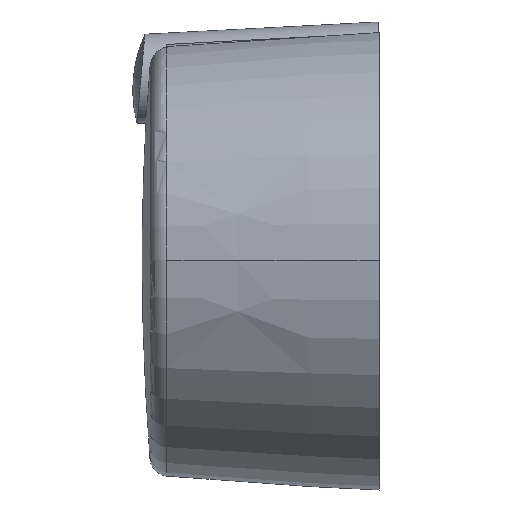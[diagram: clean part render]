
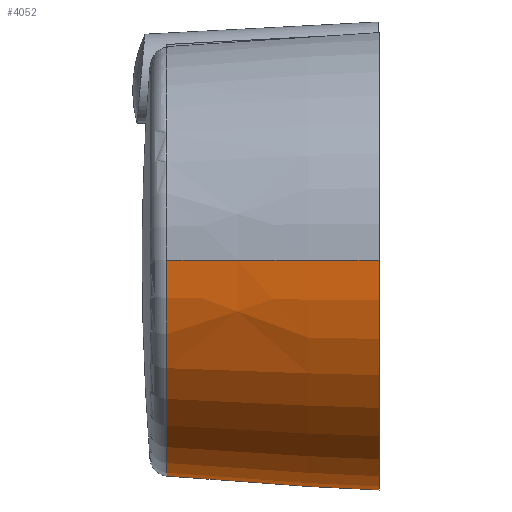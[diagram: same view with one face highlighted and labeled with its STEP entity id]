
A CAD part, left-side view. The second image highlights one B-rep face of the part: STEP entity #4052.
In plain terms, the highlighted face is a revolution surface.
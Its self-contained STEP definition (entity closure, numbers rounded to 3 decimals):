
#301 = PLANE('',#302);
#302 = AXIS2_PLACEMENT_3D('',#303,#304,#305);
#303 = CARTESIAN_POINT('',(15.5,-8.,0.));
#304 = DIRECTION('',(-0.,1.,0.));
#305 = DIRECTION('',(0.,0.,1.));
#3826 = SURFACE_OF_REVOLUTION('',#3827,#3833);
#3827 = B_SPLINE_CURVE_WITH_KNOTS('',4,(#3828,#3829,#3830,#3831,#3832),
  .UNSPECIFIED.,.F.,.F.,(5,5),(3.052,3.1),
  .PIECEWISE_BEZIER_KNOTS.);
#3828 = CARTESIAN_POINT('',(0.,6.336,-14.558));
#3829 = CARTESIAN_POINT('',(0.,2.758,-14.879));
#3830 = CARTESIAN_POINT('',(0.,-0.825,-15.143));
#3831 = CARTESIAN_POINT('',(0.,-4.411,-15.35));
#3832 = CARTESIAN_POINT('',(0.,-8.,-15.5));
#3833 = AXIS1_PLACEMENT('',#3834,#3835);
#3834 = CARTESIAN_POINT('',(0.,-20.5,0.));
#3835 = DIRECTION('',(-0.,1.,-0.));
#3969 = VERTEX_POINT('',#3970);
#3970 = CARTESIAN_POINT('',(0.,6.336,
    14.558));
#3985 = TOROIDAL_SURFACE('',#3986,13.313,1.25);
#3986 = AXIS2_PLACEMENT_3D('',#3987,#3988,#3989);
#3987 = CARTESIAN_POINT('',(0.,6.224,0.));
#3988 = DIRECTION('',(0.,-1.,-0.));
#3989 = DIRECTION('',(1.,0.,0.));
#3997 = EDGE_CURVE('',#3998,#3969,#4000,.T.);
#3998 = VERTEX_POINT('',#3999);
#3999 = CARTESIAN_POINT('',(0.,-8.,15.5));
#4000 = SURFACE_CURVE('',#4001,(#4006,#4013),.PCURVE_S1.);
#4001 = CIRCLE('',#4002,300.);
#4002 = AXIS2_PLACEMENT_3D('',#4003,#4004,#4005);
#4003 = CARTESIAN_POINT('',(0.,-20.5,-284.239));
#4004 = DIRECTION('',(-1.,0.,0.));
#4005 = DIRECTION('',(0.,0.,1.));
#4006 = PCURVE('',#3826,#4007);
#4007 = DEFINITIONAL_REPRESENTATION('',(#4008),#4012);
#4008 = LINE('',#4009,#4010);
#4009 = CARTESIAN_POINT('',(3.142,3.142));
#4010 = VECTOR('',#4011,1.);
#4011 = DIRECTION('',(0.,-1.));
#4012 = ( GEOMETRIC_REPRESENTATION_CONTEXT(2) 
PARAMETRIC_REPRESENTATION_CONTEXT() REPRESENTATION_CONTEXT('2D SPACE',''
  ) );
#4013 = PCURVE('',#4014,#4024);
#4014 = SURFACE_OF_REVOLUTION('',#4015,#4021);
#4015 = B_SPLINE_CURVE_WITH_KNOTS('',4,(#4016,#4017,#4018,#4019,#4020),
  .UNSPECIFIED.,.F.,.F.,(5,5),(3.052,3.1),
  .PIECEWISE_BEZIER_KNOTS.);
#4016 = CARTESIAN_POINT('',(0.,6.336,-14.558));
#4017 = CARTESIAN_POINT('',(0.,2.758,-14.879));
#4018 = CARTESIAN_POINT('',(0.,-0.825,-15.143));
#4019 = CARTESIAN_POINT('',(0.,-4.411,-15.35));
#4020 = CARTESIAN_POINT('',(0.,-8.,-15.5));
#4021 = AXIS1_PLACEMENT('',#4022,#4023);
#4022 = CARTESIAN_POINT('',(0.,-20.5,0.));
#4023 = DIRECTION('',(-0.,1.,-0.));
#4024 = DEFINITIONAL_REPRESENTATION('',(#4025),#4029);
#4025 = LINE('',#4026,#4027);
#4026 = CARTESIAN_POINT('',(3.142,3.142));
#4027 = VECTOR('',#4028,1.);
#4028 = DIRECTION('',(0.,-1.));
#4029 = ( GEOMETRIC_REPRESENTATION_CONTEXT(2) 
PARAMETRIC_REPRESENTATION_CONTEXT() REPRESENTATION_CONTEXT('2D SPACE',''
  ) );
#4052 = ADVANCED_FACE('',(#4053),#4014,.F.);
#4053 = FACE_BOUND('',#4054,.F.);
#4054 = EDGE_LOOP('',(#4055,#4056,#4080,#4109,#4143));
#4055 = ORIENTED_EDGE('',*,*,#3997,.T.);
#4056 = ORIENTED_EDGE('',*,*,#4057,.F.);
#4057 = EDGE_CURVE('',#4058,#3969,#4060,.T.);
#4058 = VERTEX_POINT('',#4059);
#4059 = CARTESIAN_POINT('',(14.558,6.336,0.));
#4060 = SURFACE_CURVE('',#4061,(#4066,#4073),.PCURVE_S1.);
#4061 = CIRCLE('',#4062,14.558);
#4062 = AXIS2_PLACEMENT_3D('',#4063,#4064,#4065);
#4063 = CARTESIAN_POINT('',(0.,6.336,0.));
#4064 = DIRECTION('',(0.,-1.,-0.));
#4065 = DIRECTION('',(1.,0.,0.));
#4066 = PCURVE('',#4014,#4067);
#4067 = DEFINITIONAL_REPRESENTATION('',(#4068),#4072);
#4068 = LINE('',#4069,#4070);
#4069 = CARTESIAN_POINT('',(4.712,3.052));
#4070 = VECTOR('',#4071,1.);
#4071 = DIRECTION('',(-1.,0.));
#4072 = ( GEOMETRIC_REPRESENTATION_CONTEXT(2) 
PARAMETRIC_REPRESENTATION_CONTEXT() REPRESENTATION_CONTEXT('2D SPACE',''
  ) );
#4073 = PCURVE('',#3985,#4074);
#4074 = DEFINITIONAL_REPRESENTATION('',(#4075),#4079);
#4075 = LINE('',#4076,#4077);
#4076 = CARTESIAN_POINT('',(0.,6.194));
#4077 = VECTOR('',#4078,1.);
#4078 = DIRECTION('',(1.,0.));
#4079 = ( GEOMETRIC_REPRESENTATION_CONTEXT(2) 
PARAMETRIC_REPRESENTATION_CONTEXT() REPRESENTATION_CONTEXT('2D SPACE',''
  ) );
#4080 = ORIENTED_EDGE('',*,*,#4081,.F.);
#4081 = EDGE_CURVE('',#4082,#4058,#4084,.T.);
#4082 = VERTEX_POINT('',#4083);
#4083 = CARTESIAN_POINT('',(0.,6.336,
    -14.558));
#4084 = SURFACE_CURVE('',#4085,(#4090,#4097),.PCURVE_S1.);
#4085 = CIRCLE('',#4086,14.558);
#4086 = AXIS2_PLACEMENT_3D('',#4087,#4088,#4089);
#4087 = CARTESIAN_POINT('',(0.,6.336,0.));
#4088 = DIRECTION('',(0.,-1.,-0.));
#4089 = DIRECTION('',(1.,0.,0.));
#4090 = PCURVE('',#4014,#4091);
#4091 = DEFINITIONAL_REPRESENTATION('',(#4092),#4096);
#4092 = LINE('',#4093,#4094);
#4093 = CARTESIAN_POINT('',(10.996,3.052));
#4094 = VECTOR('',#4095,1.);
#4095 = DIRECTION('',(-1.,0.));
#4096 = ( GEOMETRIC_REPRESENTATION_CONTEXT(2) 
PARAMETRIC_REPRESENTATION_CONTEXT() REPRESENTATION_CONTEXT('2D SPACE',''
  ) );
#4097 = PCURVE('',#4098,#4103);
#4098 = TOROIDAL_SURFACE('',#4099,13.313,1.25);
#4099 = AXIS2_PLACEMENT_3D('',#4100,#4101,#4102);
#4100 = CARTESIAN_POINT('',(0.,6.224,0.));
#4101 = DIRECTION('',(0.,-1.,-0.));
#4102 = DIRECTION('',(1.,0.,0.));
#4103 = DEFINITIONAL_REPRESENTATION('',(#4104),#4108);
#4104 = LINE('',#4105,#4106);
#4105 = CARTESIAN_POINT('',(0.,6.194));
#4106 = VECTOR('',#4107,1.);
#4107 = DIRECTION('',(1.,0.));
#4108 = ( GEOMETRIC_REPRESENTATION_CONTEXT(2) 
PARAMETRIC_REPRESENTATION_CONTEXT() REPRESENTATION_CONTEXT('2D SPACE',''
  ) );
#4109 = ORIENTED_EDGE('',*,*,#4110,.F.);
#4110 = EDGE_CURVE('',#4111,#4082,#4113,.T.);
#4111 = VERTEX_POINT('',#4112);
#4112 = CARTESIAN_POINT('',(0.,-8.,-15.5));
#4113 = SURFACE_CURVE('',#4114,(#4119,#4126),.PCURVE_S1.);
#4114 = CIRCLE('',#4115,300.);
#4115 = AXIS2_PLACEMENT_3D('',#4116,#4117,#4118);
#4116 = CARTESIAN_POINT('',(0.,-20.5,284.239));
#4117 = DIRECTION('',(1.,0.,0.));
#4118 = DIRECTION('',(0.,0.,-1.));
#4119 = PCURVE('',#4014,#4120);
#4120 = DEFINITIONAL_REPRESENTATION('',(#4121),#4125);
#4121 = LINE('',#4122,#4123);
#4122 = CARTESIAN_POINT('',(6.283,3.142));
#4123 = VECTOR('',#4124,1.);
#4124 = DIRECTION('',(0.,-1.));
#4125 = ( GEOMETRIC_REPRESENTATION_CONTEXT(2) 
PARAMETRIC_REPRESENTATION_CONTEXT() REPRESENTATION_CONTEXT('2D SPACE',''
  ) );
#4126 = PCURVE('',#4127,#4137);
#4127 = SURFACE_OF_REVOLUTION('',#4128,#4134);
#4128 = B_SPLINE_CURVE_WITH_KNOTS('',4,(#4129,#4130,#4131,#4132,#4133),
  .UNSPECIFIED.,.F.,.F.,(5,5),(3.052,3.1),
  .PIECEWISE_BEZIER_KNOTS.);
#4129 = CARTESIAN_POINT('',(0.,6.336,-14.558));
#4130 = CARTESIAN_POINT('',(0.,2.758,-14.879));
#4131 = CARTESIAN_POINT('',(0.,-0.825,-15.143));
#4132 = CARTESIAN_POINT('',(0.,-4.411,-15.35));
#4133 = CARTESIAN_POINT('',(0.,-8.,-15.5));
#4134 = AXIS1_PLACEMENT('',#4135,#4136);
#4135 = CARTESIAN_POINT('',(0.,-20.5,0.));
#4136 = DIRECTION('',(-0.,1.,-0.));
#4137 = DEFINITIONAL_REPRESENTATION('',(#4138),#4142);
#4138 = LINE('',#4139,#4140);
#4139 = CARTESIAN_POINT('',(0.,3.142));
#4140 = VECTOR('',#4141,1.);
#4141 = DIRECTION('',(0.,-1.));
#4142 = ( GEOMETRIC_REPRESENTATION_CONTEXT(2) 
PARAMETRIC_REPRESENTATION_CONTEXT() REPRESENTATION_CONTEXT('2D SPACE',''
  ) );
#4143 = ORIENTED_EDGE('',*,*,#4144,.F.);
#4144 = EDGE_CURVE('',#3998,#4111,#4145,.T.);
#4145 = SURFACE_CURVE('',#4146,(#4151,#4158),.PCURVE_S1.);
#4146 = CIRCLE('',#4147,15.5);
#4147 = AXIS2_PLACEMENT_3D('',#4148,#4149,#4150);
#4148 = CARTESIAN_POINT('',(0.,-8.,0.));
#4149 = DIRECTION('',(-0.,1.,0.));
#4150 = DIRECTION('',(0.,0.,1.));
#4151 = PCURVE('',#4014,#4152);
#4152 = DEFINITIONAL_REPRESENTATION('',(#4153),#4157);
#4153 = LINE('',#4154,#4155);
#4154 = CARTESIAN_POINT('',(3.142,3.1));
#4155 = VECTOR('',#4156,1.);
#4156 = DIRECTION('',(1.,0.));
#4157 = ( GEOMETRIC_REPRESENTATION_CONTEXT(2) 
PARAMETRIC_REPRESENTATION_CONTEXT() REPRESENTATION_CONTEXT('2D SPACE',''
  ) );
#4158 = PCURVE('',#301,#4159);
#4159 = DEFINITIONAL_REPRESENTATION('',(#4160),#4164);
#4160 = CIRCLE('',#4161,15.5);
#4161 = AXIS2_PLACEMENT_2D('',#4162,#4163);
#4162 = CARTESIAN_POINT('',(0.,-15.5));
#4163 = DIRECTION('',(1.,0.));
#4164 = ( GEOMETRIC_REPRESENTATION_CONTEXT(2) 
PARAMETRIC_REPRESENTATION_CONTEXT() REPRESENTATION_CONTEXT('2D SPACE',''
  ) );
